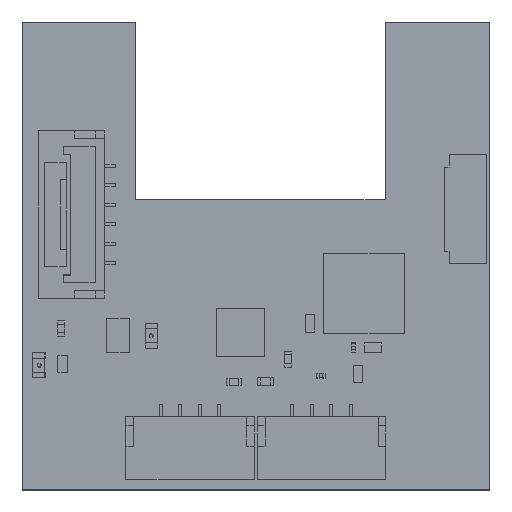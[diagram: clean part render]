
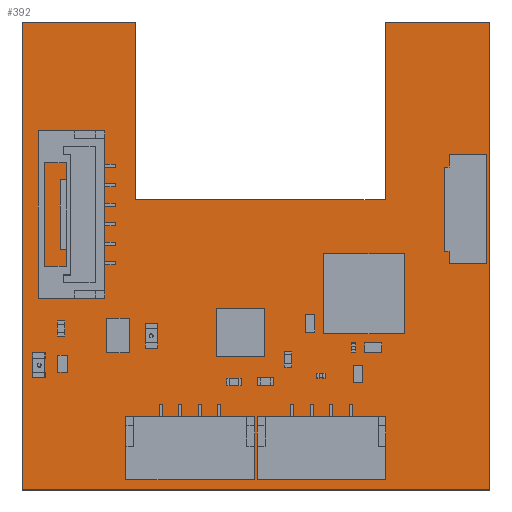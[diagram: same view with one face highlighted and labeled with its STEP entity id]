
A CAD part, top view. The second image highlights one B-rep face of the part: STEP entity #392.
In plain terms, the highlighted planar face has unit normal (0, 0, 1).
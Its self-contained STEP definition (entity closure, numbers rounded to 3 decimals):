
#135 = VERTEX_POINT('',#136);
#136 = CARTESIAN_POINT('',(81.65,144.975,0.));
#142 = EDGE_CURVE('',#135,#143,#145,.T.);
#143 = VERTEX_POINT('',#144);
#144 = CARTESIAN_POINT('',(81.65,174.975,0.));
#145 = LINE('',#146,#147);
#146 = CARTESIAN_POINT('',(81.65,144.975,0.));
#147 = VECTOR('',#148,1.);
#148 = DIRECTION('',(0.,1.,0.));
#173 = EDGE_CURVE('',#143,#174,#176,.T.);
#174 = VERTEX_POINT('',#175);
#175 = CARTESIAN_POINT('',(88.9,174.975,0.));
#176 = LINE('',#177,#178);
#177 = CARTESIAN_POINT('',(81.65,174.975,0.));
#178 = VECTOR('',#179,1.);
#179 = DIRECTION('',(1.,0.,0.));
#204 = EDGE_CURVE('',#174,#205,#207,.T.);
#205 = VERTEX_POINT('',#206);
#206 = CARTESIAN_POINT('',(88.9,163.575,0.));
#207 = LINE('',#208,#209);
#208 = CARTESIAN_POINT('',(88.9,174.975,0.));
#209 = VECTOR('',#210,1.);
#210 = DIRECTION('',(0.,-1.,0.));
#235 = EDGE_CURVE('',#205,#236,#238,.T.);
#236 = VERTEX_POINT('',#237);
#237 = CARTESIAN_POINT('',(104.925,163.575,0.));
#238 = LINE('',#239,#240);
#239 = CARTESIAN_POINT('',(88.9,163.575,0.));
#240 = VECTOR('',#241,1.);
#241 = DIRECTION('',(1.,0.,0.));
#266 = EDGE_CURVE('',#236,#267,#269,.T.);
#267 = VERTEX_POINT('',#268);
#268 = CARTESIAN_POINT('',(104.925,174.975,0.));
#269 = LINE('',#270,#271);
#270 = CARTESIAN_POINT('',(104.925,163.575,0.));
#271 = VECTOR('',#272,1.);
#272 = DIRECTION('',(0.,1.,0.));
#297 = EDGE_CURVE('',#267,#298,#300,.T.);
#298 = VERTEX_POINT('',#299);
#299 = CARTESIAN_POINT('',(111.65,174.975,0.));
#300 = LINE('',#301,#302);
#301 = CARTESIAN_POINT('',(104.925,174.975,0.));
#302 = VECTOR('',#303,1.);
#303 = DIRECTION('',(1.,0.,0.));
#328 = EDGE_CURVE('',#298,#329,#331,.T.);
#329 = VERTEX_POINT('',#330);
#330 = CARTESIAN_POINT('',(111.65,144.975,0.));
#331 = LINE('',#332,#333);
#332 = CARTESIAN_POINT('',(111.65,174.975,0.));
#333 = VECTOR('',#334,1.);
#334 = DIRECTION('',(0.,-1.,0.));
#359 = EDGE_CURVE('',#329,#135,#360,.T.);
#360 = LINE('',#361,#362);
#361 = CARTESIAN_POINT('',(111.65,144.975,0.));
#362 = VECTOR('',#363,1.);
#363 = DIRECTION('',(-1.,0.,0.));
#392 = ADVANCED_FACE('',(#393),#403,.T.);
#393 = FACE_BOUND('',#394,.F.);
#394 = EDGE_LOOP('',(#395,#396,#397,#398,#399,#400,#401,#402));
#395 = ORIENTED_EDGE('',*,*,#142,.T.);
#396 = ORIENTED_EDGE('',*,*,#173,.T.);
#397 = ORIENTED_EDGE('',*,*,#204,.T.);
#398 = ORIENTED_EDGE('',*,*,#235,.T.);
#399 = ORIENTED_EDGE('',*,*,#266,.T.);
#400 = ORIENTED_EDGE('',*,*,#297,.T.);
#401 = ORIENTED_EDGE('',*,*,#328,.T.);
#402 = ORIENTED_EDGE('',*,*,#359,.T.);
#403 = PLANE('',#404);
#404 = AXIS2_PLACEMENT_3D('',#405,#406,#407);
#405 = CARTESIAN_POINT('',(81.65,144.975,0.));
#406 = DIRECTION('',(0.,0.,1.));
#407 = DIRECTION('',(1.,0.,0.));
